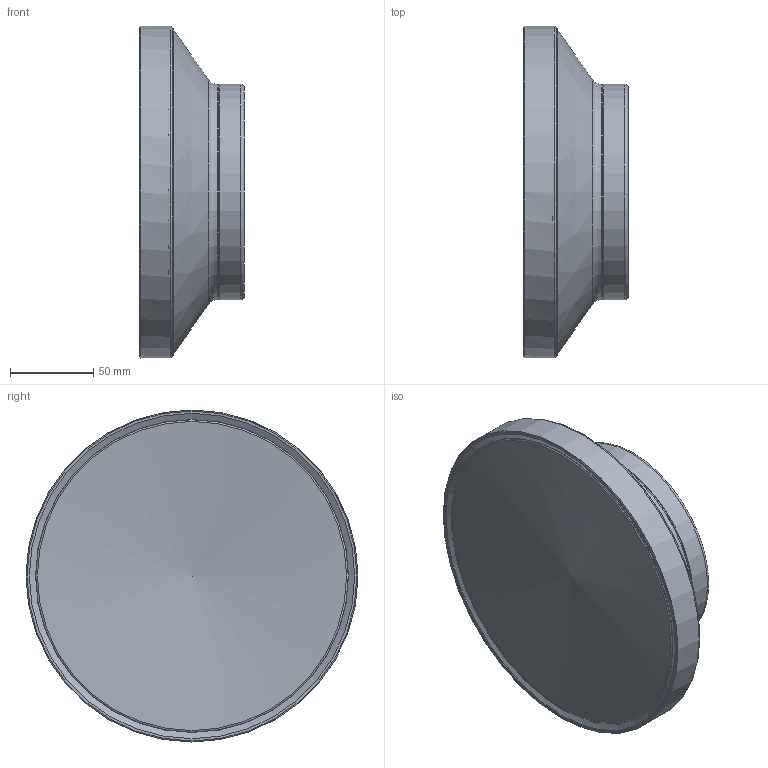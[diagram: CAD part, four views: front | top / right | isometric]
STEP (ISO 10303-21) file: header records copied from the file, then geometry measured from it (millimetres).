
FILE_DESCRIPTION(/* description */ (''),/* implementation_level */ '2;1');
FILE_NAME(/* name */ 'AFM90C-TP22-D200-C60-Z12.stp',/* time_stamp */ '2023-10-31T11:13:13+03:00',/* author */ (''),/* organization */ (''),/* preprocessor_version */ 'ST-DEVELOPER v19.4',/* originating_system */ 'SIEMENS PLM Software NX2306.3001',/* authorisation */ '');
FILE_SCHEMA (('AP203_CONFIGURATION_CONTROLLED_3D_DESIGN_OF_MECHANICAL_PARTS_AND_ASSEMBLIES_MIM_LF { 1 0 10303 403 2 1 2}'));
Length unit declared in the file: millimetre
Products named in the file (1): model1
Bounding box: 63 x 200 x 200 mm (x, y, z)
Volume: 1379502.4 mm3; surface area: 120583 mm2
Topology: 2 solids, 2 shells, 25 faces, 57 edges, 34 vertices
Faces by surface type: revolution 9, torus 6, cone 5, cylinder 3, plane 2
Full cylindrical faces by diameter (mm): 129.6 x1, 130 x1, 198 x1
Entity records: 725 total; most frequent: DIRECTION 100, CARTESIAN_POINT 84, FACE_BOUND 48, EDGE_LOOP 48, ORIENTED_EDGE 48, AXIS2_PLACEMENT_3D 41, ADVANCED_FACE 25, VERTEX_POINT 25
